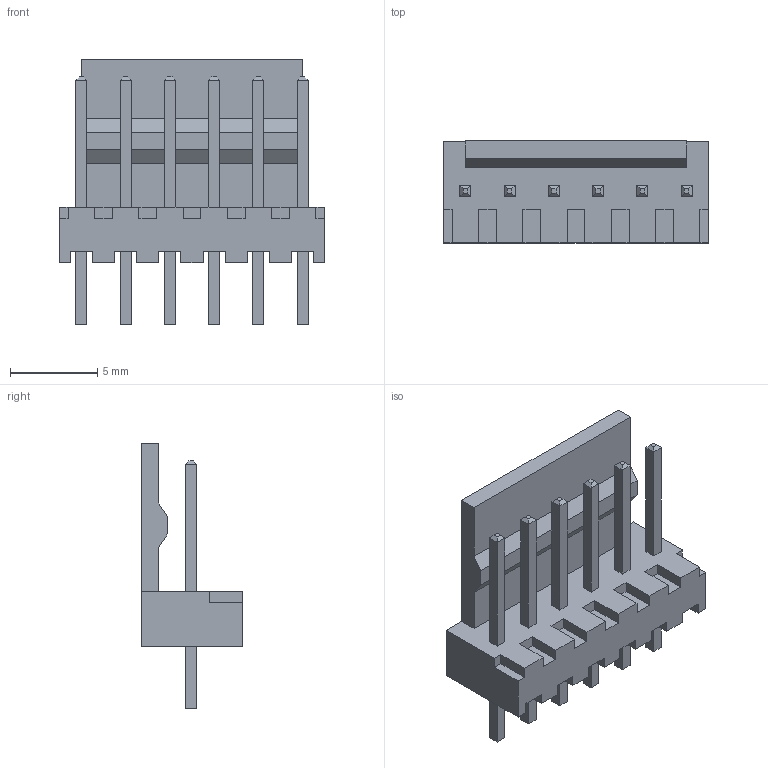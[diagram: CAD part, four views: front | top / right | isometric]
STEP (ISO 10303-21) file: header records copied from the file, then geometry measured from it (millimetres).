
FILE_DESCRIPTION(/* description */ (''),/* implementation_level */ '2;1');
FILE_NAME(/* name */ 'MOLEX-2.54mm-M6.step',/* time_stamp */ '2019-10-11T09:40:11-05:00',/* author */ (''),/* organization */ (''),/* preprocessor_version */ 'ST-DEVELOPER v18',/* originating_system */ 'Autodesk Translation Framework v8.6.0.1094',/* authorisation */ '');
FILE_SCHEMA (('AUTOMOTIVE_DESIGN { 1 0 10303 214 3 1 1 }'));
Length unit declared in the file: inch
Products named in the file (1): MOLEX-2.54mm-M6
Bounding box: 15.24 x 5.84 x 15.24 mm (x, y, z)
Volume: 394.2 mm3; surface area: 774 mm2
Topology: 1 solids, 1 shells, 148 faces, 378 edges, 244 vertices
Faces by surface type: plane 148
Entity records: 4463 total; most frequent: CARTESIAN_POINT 771, ORIENTED_EDGE 756, DIRECTION 676, LINE 378, VECTOR 378, EDGE_CURVE 378, VERTEX_POINT 244, EDGE_LOOP 160
